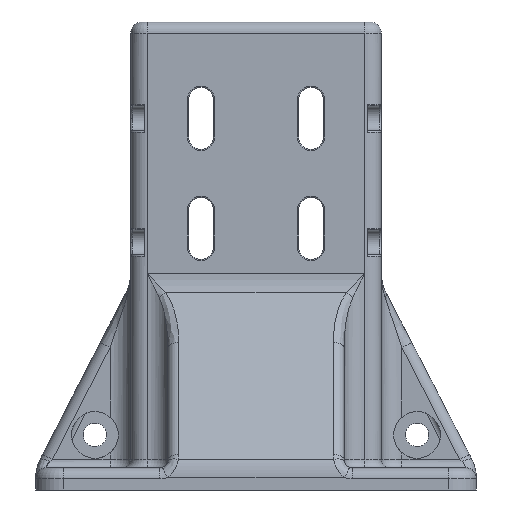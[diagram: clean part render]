
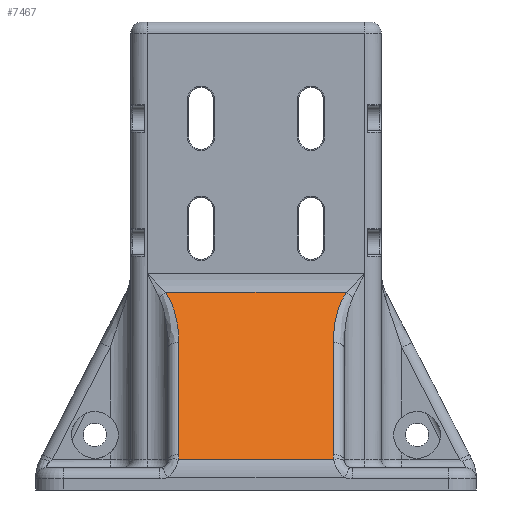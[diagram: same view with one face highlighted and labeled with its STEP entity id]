
A CAD part, front view. The second image highlights one B-rep face of the part: STEP entity #7467.
In plain terms, the highlighted face is planar.
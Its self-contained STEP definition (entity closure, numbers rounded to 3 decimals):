
#151 = EDGE_CURVE ( 'NONE', #3965, #4551, #6733, .T. ) ;
#267 = DIRECTION ( 'NONE',  ( 0., 0.458, -0.889 ) ) ;
#306 = VECTOR ( 'NONE', #3460, 1000. ) ;
#343 = CARTESIAN_POINT ( 'NONE',  ( -28.071, 76.604, 11.683 ) ) ;
#687 = LINE ( 'NONE', #7563, #306 ) ;
#944 = CARTESIAN_POINT ( 'NONE',  ( -28., 76.309, 12.255 ) ) ;
#953 = FACE_OUTER_BOUND ( 'NONE', #1629, .T. ) ;
#1088 = LINE ( 'NONE', #5100, #5748 ) ;
#1315 = EDGE_CURVE ( 'NONE', #5609, #5765, #7838, .T. ) ;
#1532 = CARTESIAN_POINT ( 'NONE',  ( -28., 76.012, 12.831 ) ) ;
#1629 = EDGE_LOOP ( 'NONE', ( #2109, #7457, #1826, #5449, #5892, #4623, #3274, #7565 ) ) ;
#1685 = EDGE_CURVE ( 'NONE', #5240, #3490, #6678, .T. ) ;
#1826 = ORIENTED_EDGE ( 'NONE', *, *, #1315, .T. ) ;
#1838 = VECTOR ( 'NONE', #4990, 1000. ) ;
#1878 = CARTESIAN_POINT ( 'NONE',  ( 32.864, 45.664, 71.768 ) ) ;
#1892 = CARTESIAN_POINT ( 'NONE',  ( 28., 76.012, 12.831 ) ) ;
#1927 = CARTESIAN_POINT ( 'NONE',  ( 39.5, 45.664, 71.768 ) ) ;
#2060 = EDGE_CURVE ( 'NONE', #3832, #4723, #4368, .T. ) ;
#2109 = ORIENTED_EDGE ( 'NONE', *, *, #151, .T. ) ;
#2121 = CARTESIAN_POINT ( 'NONE',  ( 28.211, 76.891, 11.124 ) ) ;
#2274 = CARTESIAN_POINT ( 'NONE',  ( 28., 55.056, 53.528 ) ) ;
#2316 = CARTESIAN_POINT ( 'NONE',  ( -28., 76.012, 12.831 ) ) ;
#2335 = VECTOR ( 'NONE', #4013, 1000. ) ;
#2634 = CARTESIAN_POINT ( 'NONE',  ( 28., 76.012, 12.831 ) ) ;
#2772 = CARTESIAN_POINT ( 'NONE',  ( -28.211, 76.891, 11.124 ) ) ;
#3193 = AXIS2_PLACEMENT_3D ( 'NONE', #5112, #3915, #267 ) ;
#3274 = ORIENTED_EDGE ( 'NONE', *, *, #2060, .T. ) ;
#3298 = PLANE ( 'NONE',  #3193 ) ;
#3341 = CARTESIAN_POINT ( 'NONE',  ( -32.864, 45.664, 71.768 ) ) ;
#3455 = CARTESIAN_POINT ( 'NONE',  ( 28., 51.246, 60.928 ) ) ;
#3460 = DIRECTION ( 'NONE',  ( 0., 0.458, -0.889 ) ) ;
#3490 = VERTEX_POINT ( 'NONE', #6324 ) ;
#3832 = VERTEX_POINT ( 'NONE', #1878 ) ;
#3915 = DIRECTION ( 'NONE',  ( 0., -0.889, -0.458 ) ) ;
#3930 = CARTESIAN_POINT ( 'NONE',  ( -29.752, 47.863, 67.498 ) ) ;
#3945 = LINE ( 'NONE', #5796, #2335 ) ;
#3965 = VERTEX_POINT ( 'NONE', #2634 ) ;
#4013 = DIRECTION ( 'NONE',  ( 0., -0.458, 0.889 ) ) ;
#4035 = LINE ( 'NONE', #1927, #1838 ) ;
#4155 = CARTESIAN_POINT ( 'NONE',  ( -28., 55.056, 53.528 ) ) ;
#4368 =( BOUNDED_CURVE ( )  B_SPLINE_CURVE ( 3, ( #5883, #5286, #3455, #2274 ),
 .UNSPECIFIED., .F., .F. ) 
 B_SPLINE_CURVE_WITH_KNOTS ( ( 4, 4 ),
 ( 3.757, 4.712 ),
 .UNSPECIFIED. ) 
 CURVE ( )  GEOMETRIC_REPRESENTATION_ITEM ( )  RATIONAL_B_SPLINE_CURVE ( ( 1., 0.925, 0.925, 1. ) ) 
 REPRESENTATION_ITEM ( '' )  );
#4490 = EDGE_CURVE ( 'NONE', #4551, #5609, #1088, .T. ) ;
#4551 = VERTEX_POINT ( 'NONE', #2121 ) ;
#4623 = ORIENTED_EDGE ( 'NONE', *, *, #6007, .T. ) ;
#4723 = VERTEX_POINT ( 'NONE', #4763 ) ;
#4763 = CARTESIAN_POINT ( 'NONE',  ( 28., 55.056, 53.528 ) ) ;
#4990 = DIRECTION ( 'NONE',  ( 1., 0., 0. ) ) ;
#5100 = CARTESIAN_POINT ( 'NONE',  ( -28.675, 76.891, 11.124 ) ) ;
#5112 = CARTESIAN_POINT ( 'NONE',  ( -90.069, 88.569, -11.554 ) ) ;
#5240 = VERTEX_POINT ( 'NONE', #4155 ) ;
#5286 = CARTESIAN_POINT ( 'NONE',  ( 29.752, 47.863, 67.498 ) ) ;
#5449 = ORIENTED_EDGE ( 'NONE', *, *, #5655, .T. ) ;
#5531 = CARTESIAN_POINT ( 'NONE',  ( 28.211, 76.891, 11.124 ) ) ;
#5609 = VERTEX_POINT ( 'NONE', #6972 ) ;
#5655 = EDGE_CURVE ( 'NONE', #5765, #5240, #3945, .T. ) ;
#5690 = DIRECTION ( 'NONE',  ( -1., 0., 0. ) ) ;
#5748 = VECTOR ( 'NONE', #5690, 1000. ) ;
#5765 = VERTEX_POINT ( 'NONE', #2316 ) ;
#5796 = CARTESIAN_POINT ( 'NONE',  ( -28., 51.5, 60.435 ) ) ;
#5883 = CARTESIAN_POINT ( 'NONE',  ( 32.864, 45.664, 71.768 ) ) ;
#5892 = ORIENTED_EDGE ( 'NONE', *, *, #1685, .T. ) ;
#6007 = EDGE_CURVE ( 'NONE', #3490, #3832, #4035, .T. ) ;
#6143 = CARTESIAN_POINT ( 'NONE',  ( 28., 76.309, 12.255 ) ) ;
#6324 = CARTESIAN_POINT ( 'NONE',  ( -32.864, 45.664, 71.768 ) ) ;
#6678 =( BOUNDED_CURVE ( )  B_SPLINE_CURVE ( 3, ( #6967, #6944, #3930, #3341 ),
 .UNSPECIFIED., .F., .F. ) 
 B_SPLINE_CURVE_WITH_KNOTS ( ( 4, 4 ),
 ( 1.571, 2.526 ),
 .UNSPECIFIED. ) 
 CURVE ( )  GEOMETRIC_REPRESENTATION_ITEM ( )  RATIONAL_B_SPLINE_CURVE ( ( 1., 0.925, 0.925, 1. ) ) 
 REPRESENTATION_ITEM ( '' )  );
#6733 =( BOUNDED_CURVE ( )  B_SPLINE_CURVE ( 3, ( #1892, #6143, #6744, #5531 ),
 .UNSPECIFIED., .F., .F. ) 
 B_SPLINE_CURVE_WITH_KNOTS ( ( 4, 4 ),
 ( 1.571, 1.817 ),
 .UNSPECIFIED. ) 
 CURVE ( )  GEOMETRIC_REPRESENTATION_ITEM ( )  RATIONAL_B_SPLINE_CURVE ( ( 1., 0.995, 0.995, 1. ) ) 
 REPRESENTATION_ITEM ( '' )  );
#6744 = CARTESIAN_POINT ( 'NONE',  ( 28.071, 76.604, 11.683 ) ) ;
#6771 = EDGE_CURVE ( 'NONE', #4723, #3965, #687, .T. ) ;
#6944 = CARTESIAN_POINT ( 'NONE',  ( -28., 51.246, 60.928 ) ) ;
#6967 = CARTESIAN_POINT ( 'NONE',  ( -28., 55.056, 53.528 ) ) ;
#6972 = CARTESIAN_POINT ( 'NONE',  ( -28.211, 76.891, 11.124 ) ) ;
#7457 = ORIENTED_EDGE ( 'NONE', *, *, #4490, .T. ) ;
#7467 = ADVANCED_FACE ( 'NONE', ( #953 ), #3298, .F. ) ;
#7563 = CARTESIAN_POINT ( 'NONE',  ( 28., 76.955, 11. ) ) ;
#7565 = ORIENTED_EDGE ( 'NONE', *, *, #6771, .T. ) ;
#7838 =( BOUNDED_CURVE ( )  B_SPLINE_CURVE ( 3, ( #2772, #343, #944, #1532 ),
 .UNSPECIFIED., .F., .F. ) 
 B_SPLINE_CURVE_WITH_KNOTS ( ( 4, 4 ),
 ( 4.466, 4.712 ),
 .UNSPECIFIED. ) 
 CURVE ( )  GEOMETRIC_REPRESENTATION_ITEM ( )  RATIONAL_B_SPLINE_CURVE ( ( 1., 0.995, 0.995, 1. ) ) 
 REPRESENTATION_ITEM ( '' )  );
